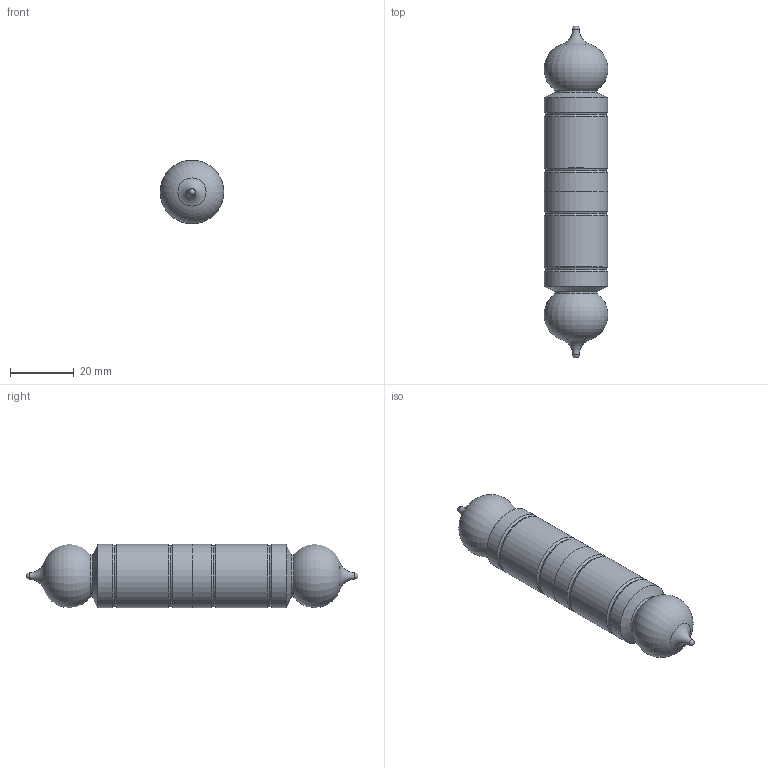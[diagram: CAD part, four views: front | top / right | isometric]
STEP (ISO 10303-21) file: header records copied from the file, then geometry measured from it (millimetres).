
FILE_DESCRIPTION (( 'STEP AP203' ), '1' );
FILE_NAME ('3822-VA.step', '2021-07-26T14:44:17', ( '' ), ( '' ), 'SwSTEP 2.0', 'SolidWorks 2018', '' );
FILE_SCHEMA (( 'CONFIG_CONTROL_DESIGN' ));
Length unit declared in the file: millimetre
Products named in the file (5): 3822-VA; 382X-VA Teil1; 382X-VA Teil1_3822-VA Teil1; 382X-VA Teil1_3822-VA Teil2
Assembly tree (2 placements, depth 2):
  3822-VA
    382X-VA Teil1_3822-VA Teil1
    382X-VA Teil1_3822-VA Teil2
  382X-VA Teil1
  382X-VA Teil1
Bounding box: 20 x 103.99 x 20 mm (x, y, z)
Volume: 25859.9 mm3; surface area: 8862.9 mm2
Topology: 2 solids, 2 shells, 282 faces, 761 edges, 502 vertices
Faces by surface type: plane 116, bspline 111, cylinder 34, torus 14, cone 5, sphere 2
Full cylindrical faces by diameter (mm): 11.5 x1, 12 x1, 19 x4, 20 x6
Entity records: 12686 total; most frequent: CARTESIAN_POINT 6152, ORIENTED_EDGE 1412, DIRECTION 946, EDGE_CURVE 706, VERTEX_POINT 482, EDGE_LOOP 336, VECTOR 316, LINE 316
